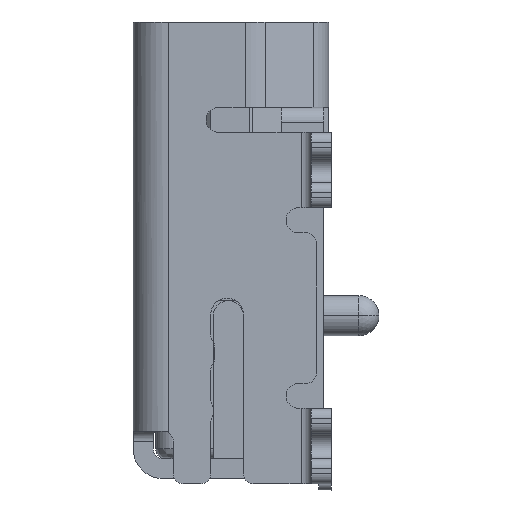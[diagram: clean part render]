
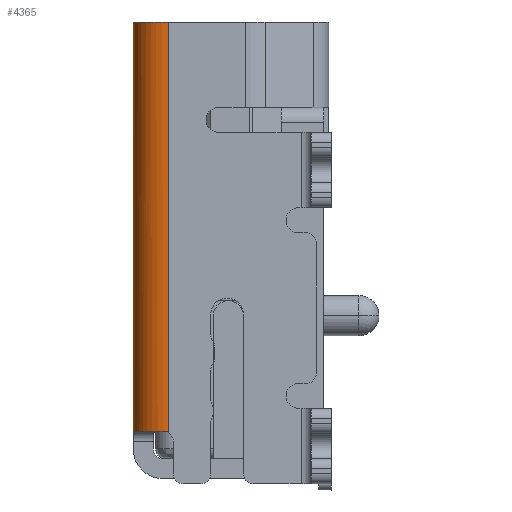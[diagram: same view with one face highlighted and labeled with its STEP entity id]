
A CAD part, left-side view. The second image highlights one B-rep face of the part: STEP entity #4365.
In plain terms, the highlighted cylindrical face has radius 0.7 mm (diameter 1.4 mm), a partial arc.
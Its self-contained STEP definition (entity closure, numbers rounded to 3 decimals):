
#194 = CARTESIAN_POINT ( 'NONE',  ( -14.419, 3.245, -3.499 ) ) ;
#739 = VERTEX_POINT ( 'NONE', #16694 ) ;
#1478 = CARTESIAN_POINT ( 'NONE',  ( -14.411, 3.245, -3.515 ) ) ;
#1610 = CARTESIAN_POINT ( 'NONE',  ( -14.54, 3.229, -3.407 ) ) ;
#1663 = ORIENTED_EDGE ( 'NONE', *, *, #23027, .F. ) ;
#1748 = CARTESIAN_POINT ( 'NONE',  ( -14.557, 3.225, -3.403 ) ) ;
#2431 = CARTESIAN_POINT ( 'NONE',  ( -15.085, 2.645, -3.4 ) ) ;
#3175 = CARTESIAN_POINT ( 'NONE',  ( -14.392, 3.245, 4.75 ) ) ;
#3369 = EDGE_CURVE ( 'NONE', #19328, #24464, #22767, .T. ) ;
#3510 = CARTESIAN_POINT ( 'NONE',  ( -14.393, 3.245, -3.582 ) ) ;
#4181 = CARTESIAN_POINT ( 'NONE',  ( -14.392, 2.545, 4.75 ) ) ;
#4365 = ADVANCED_FACE ( 'NONE', ( #18209 ), #7890, .T. ) ;
#4522 = CARTESIAN_POINT ( 'NONE',  ( -14.392, 3.245, 4.75 ) ) ;
#4680 = CARTESIAN_POINT ( 'NONE',  ( -15.085, 2.645, -3.4 ) ) ;
#5271 = CARTESIAN_POINT ( 'NONE',  ( -14.392, 3.245, -3.597 ) ) ;
#5679 = VERTEX_POINT ( 'NONE', #17565 ) ;
#5691 = CARTESIAN_POINT ( 'NONE',  ( -14.589, 3.217, -3.4 ) ) ;
#5745 = EDGE_CURVE ( 'NONE', #19328, #739, #21778, .T. ) ;
#5822 = CARTESIAN_POINT ( 'NONE',  ( -14.575, 3.221, -3.401 ) ) ;
#5852 = CARTESIAN_POINT ( 'NONE',  ( -14.392, 2.545, 4.959 ) ) ;
#6203 = B_SPLINE_CURVE_WITH_KNOTS ( 'NONE', 3,
 ( #17629, #5271, #13558, #3510, #17365, #25632, #15330, #24889, #26444, #20339, #24277, #1478, #20199, #194, #16002, #16142, #13970, #8609, #16624, #10020, #24413, #18035, #20973, #6306, #22869, #22251, #22375, #26579, #16759, #7860, #14588, #1610, #7720, #1748, #9886, #5822, #18175, #5691, #9747 ),
 .UNSPECIFIED., .F., .F.,
 ( 4, 1, 1, 1, 1, 1, 1, 1, 1, 1, 1, 1, 1, 1, 1, 1, 1, 1, 1, 1, 1, 1, 1, 1, 1, 1, 1, 1, 1, 1, 1, 1, 1, 1, 1, 1, 4 ),
 ( 0., 0.028, 0.056, 0.083, 0.111, 0.139, 0.167, 0.194, 0.222, 0.25, 0.278, 0.306, 0.333, 0.361, 0.389, 0.417, 0.444, 0.472, 0.5, 0.528, 0.556, 0.583, 0.611, 0.639, 0.667, 0.694, 0.722, 0.75, 0.778, 0.806, 0.833, 0.861, 0.889, 0.917, 0.944, 0.972, 1. ),
 .UNSPECIFIED. ) ;
#6306 = CARTESIAN_POINT ( 'NONE',  ( -14.478, 3.24, -3.436 ) ) ;
#6588 = CARTESIAN_POINT ( 'NONE',  ( -15.09, 2.609, -3.4 ) ) ;
#7227 = CARTESIAN_POINT ( 'NONE',  ( -15.092, 2.545, 4.75 ) ) ;
#7651 = VERTEX_POINT ( 'NONE', #11398 ) ;
#7720 = CARTESIAN_POINT ( 'NONE',  ( -14.549, 3.227, -3.405 ) ) ;
#7791 = DIRECTION ( 'NONE',  ( 0., 0., -1. ) ) ;
#7860 = CARTESIAN_POINT ( 'NONE',  ( -14.524, 3.232, -3.412 ) ) ;
#7890 = CYLINDRICAL_SURFACE ( 'NONE', #17948, 0.7 ) ;
#8253 = VECTOR ( 'NONE', #21368, 1000. ) ;
#8609 = CARTESIAN_POINT ( 'NONE',  ( -14.439, 3.243, -3.471 ) ) ;
#9747 = CARTESIAN_POINT ( 'NONE',  ( -14.592, 3.216, -3.4 ) ) ;
#9838 = AXIS2_PLACEMENT_3D ( 'NONE', #11765, #14084, #13812 ) ;
#9886 = CARTESIAN_POINT ( 'NONE',  ( -14.566, 3.223, -3.402 ) ) ;
#10020 = CARTESIAN_POINT ( 'NONE',  ( -14.451, 3.243, -3.458 ) ) ;
#10181 = DIRECTION ( 'NONE',  ( 0., 0., -1. ) ) ;
#10983 = EDGE_LOOP ( 'NONE', ( #11799, #22435, #15587, #1663, #24250, #14175 ) ) ;
#11398 = CARTESIAN_POINT ( 'NONE',  ( -14.592, 3.216, -3.4 ) ) ;
#11765 = CARTESIAN_POINT ( 'NONE',  ( -14.392, 2.545, -3.4 ) ) ;
#11799 = ORIENTED_EDGE ( 'NONE', *, *, #3369, .F. ) ;
#12395 = VERTEX_POINT ( 'NONE', #2431 ) ;
#12466 = DIRECTION ( 'NONE',  ( 0., 0., 1. ) ) ;
#13231 = CARTESIAN_POINT ( 'NONE',  ( -15.092, 2.545, -3.427 ) ) ;
#13558 = CARTESIAN_POINT ( 'NONE',  ( -14.392, 3.245, -3.591 ) ) ;
#13622 = B_SPLINE_CURVE_WITH_KNOTS ( 'NONE', 3,
 ( #4680, #6588, #21245, #13231 ),
 .UNSPECIFIED., .F., .F.,
 ( 4, 4 ),
 ( 0., 1. ),
 .UNSPECIFIED. ) ;
#13812 = DIRECTION ( 'NONE',  ( -0.99, 0.143, 0. ) ) ;
#13970 = CARTESIAN_POINT ( 'NONE',  ( -14.434, 3.244, -3.477 ) ) ;
#14084 = DIRECTION ( 'NONE',  ( 0., 0., -1. ) ) ;
#14175 = ORIENTED_EDGE ( 'NONE', *, *, #17641, .T. ) ;
#14405 = VECTOR ( 'NONE', #7791, 1000. ) ;
#14588 = CARTESIAN_POINT ( 'NONE',  ( -14.532, 3.231, -3.409 ) ) ;
#14869 = CARTESIAN_POINT ( 'NONE',  ( -15.092, 2.545, -3.427 ) ) ;
#15330 = CARTESIAN_POINT ( 'NONE',  ( -14.397, 3.245, -3.557 ) ) ;
#15587 = ORIENTED_EDGE ( 'NONE', *, *, #26530, .T. ) ;
#16002 = CARTESIAN_POINT ( 'NONE',  ( -14.424, 3.244, -3.492 ) ) ;
#16142 = CARTESIAN_POINT ( 'NONE',  ( -14.429, 3.244, -3.485 ) ) ;
#16624 = CARTESIAN_POINT ( 'NONE',  ( -14.445, 3.243, -3.464 ) ) ;
#16694 = CARTESIAN_POINT ( 'NONE',  ( -14.392, 3.245, -3.6 ) ) ;
#16759 = CARTESIAN_POINT ( 'NONE',  ( -14.516, 3.234, -3.415 ) ) ;
#17365 = CARTESIAN_POINT ( 'NONE',  ( -14.394, 3.245, -3.574 ) ) ;
#17565 = CARTESIAN_POINT ( 'NONE',  ( -15.092, 2.545, -3.427 ) ) ;
#17629 = CARTESIAN_POINT ( 'NONE',  ( -14.392, 3.245, -3.6 ) ) ;
#17641 = EDGE_CURVE ( 'NONE', #5679, #24464, #23530, .T. ) ;
#17650 = CIRCLE ( 'NONE', #9838, 0.7 ) ;
#17948 = AXIS2_PLACEMENT_3D ( 'NONE', #5852, #10181, #24696 ) ;
#18035 = CARTESIAN_POINT ( 'NONE',  ( -14.464, 3.241, -3.446 ) ) ;
#18175 = CARTESIAN_POINT ( 'NONE',  ( -14.583, 3.218, -3.4 ) ) ;
#18209 = FACE_OUTER_BOUND ( 'NONE', #10983, .T. ) ;
#18861 = EDGE_CURVE ( 'NONE', #12395, #5679, #13622, .T. ) ;
#19328 = VERTEX_POINT ( 'NONE', #4522 ) ;
#19721 = AXIS2_PLACEMENT_3D ( 'NONE', #4181, #12466, #20749 ) ;
#20199 = CARTESIAN_POINT ( 'NONE',  ( -14.415, 3.245, -3.507 ) ) ;
#20339 = CARTESIAN_POINT ( 'NONE',  ( -14.404, 3.245, -3.531 ) ) ;
#20749 = DIRECTION ( 'NONE',  ( 0., 1., 0. ) ) ;
#20973 = CARTESIAN_POINT ( 'NONE',  ( -14.471, 3.241, -3.441 ) ) ;
#21245 = CARTESIAN_POINT ( 'NONE',  ( -15.092, 2.576, -3.409 ) ) ;
#21368 = DIRECTION ( 'NONE',  ( 0., 0., 1. ) ) ;
#21778 = LINE ( 'NONE', #3175, #14405 ) ;
#22251 = CARTESIAN_POINT ( 'NONE',  ( -14.493, 3.238, -3.426 ) ) ;
#22375 = CARTESIAN_POINT ( 'NONE',  ( -14.5, 3.237, -3.422 ) ) ;
#22435 = ORIENTED_EDGE ( 'NONE', *, *, #5745, .T. ) ;
#22767 = CIRCLE ( 'NONE', #19721, 0.7 ) ;
#22869 = CARTESIAN_POINT ( 'NONE',  ( -14.485, 3.239, -3.431 ) ) ;
#23027 = EDGE_CURVE ( 'NONE', #12395, #7651, #17650, .T. ) ;
#23530 = LINE ( 'NONE', #14869, #8253 ) ;
#24250 = ORIENTED_EDGE ( 'NONE', *, *, #18861, .T. ) ;
#24277 = CARTESIAN_POINT ( 'NONE',  ( -14.407, 3.245, -3.523 ) ) ;
#24413 = CARTESIAN_POINT ( 'NONE',  ( -14.458, 3.242, -3.452 ) ) ;
#24464 = VERTEX_POINT ( 'NONE', #7227 ) ;
#24696 = DIRECTION ( 'NONE',  ( -0.999, -0.051, 0. ) ) ;
#24889 = CARTESIAN_POINT ( 'NONE',  ( -14.399, 3.245, -3.548 ) ) ;
#25632 = CARTESIAN_POINT ( 'NONE',  ( -14.395, 3.245, -3.566 ) ) ;
#26444 = CARTESIAN_POINT ( 'NONE',  ( -14.401, 3.245, -3.54 ) ) ;
#26530 = EDGE_CURVE ( 'NONE', #739, #7651, #6203, .T. ) ;
#26579 = CARTESIAN_POINT ( 'NONE',  ( -14.508, 3.235, -3.418 ) ) ;
